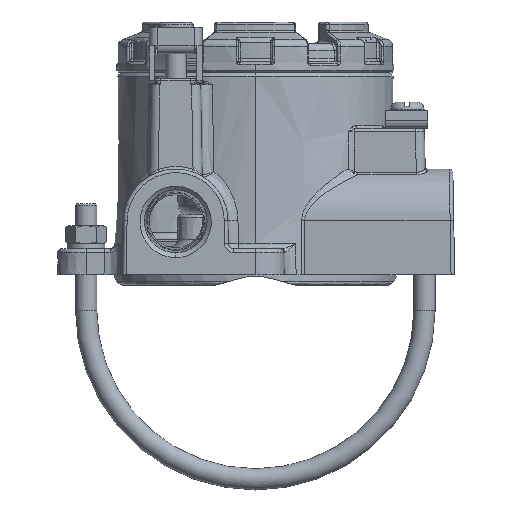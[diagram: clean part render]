
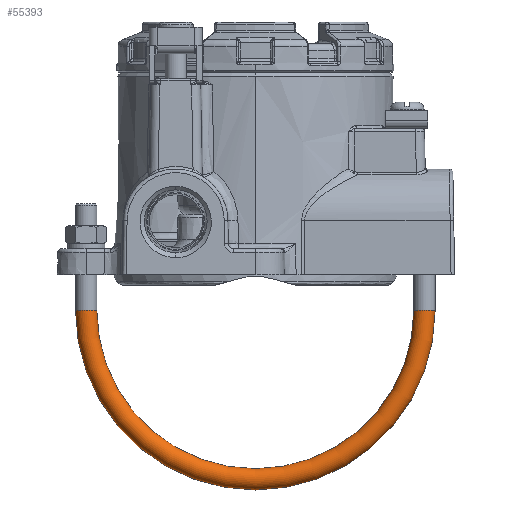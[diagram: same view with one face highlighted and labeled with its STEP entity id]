
A CAD part, front view. The second image highlights one B-rep face of the part: STEP entity #55393.
In plain terms, the highlighted toroidal (fillet/blend) face has major radius 47.752 mm and minor radius 3 mm.
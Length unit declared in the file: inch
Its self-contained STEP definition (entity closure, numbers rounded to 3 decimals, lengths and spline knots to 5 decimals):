
#55213=CARTESIAN_POINT('',(0.,0.,-2.6431));
#55214=DIRECTION('',(0.,1.,0.));
#55215=DIRECTION('',(1.,0.,0.));
#55216=AXIS2_PLACEMENT_3D('',#55213,#55214,#55215);
#55218=CARTESIAN_POINT('',(1.88,0.,-2.6431));
#55219=DIRECTION('',(0.,0.,-1.));
#55220=DIRECTION('',(1.,0.,0.));
#55221=AXIS2_PLACEMENT_3D('',#55218,#55219,#55220);
#55223=CARTESIAN_POINT('',(0.,0.,-2.6431));
#55224=DIRECTION('',(0.,1.,0.));
#55225=DIRECTION('',(1.,0.,0.));
#55226=AXIS2_PLACEMENT_3D('',#55223,#55224,#55225);
#55228=CARTESIAN_POINT('',(-1.88,0.,-2.6431));
#55229=DIRECTION('',(0.,0.,1.));
#55230=DIRECTION('',(-1.,0.,0.));
#55231=AXIS2_PLACEMENT_3D('',#55228,#55229,#55230);
#55274=CARTESIAN_POINT('',(1.76189,0.,-2.6431));
#55275=CARTESIAN_POINT('',(1.99811,0.,-2.6431));
#55276=VERTEX_POINT('',#55274);
#55277=VERTEX_POINT('',#55275);
#55278=CARTESIAN_POINT('',(-1.76189,0.,-2.6431));
#55279=CARTESIAN_POINT('',(-1.99811,0.,-2.6431));
#55280=VERTEX_POINT('',#55278);
#55281=VERTEX_POINT('',#55279);
#55381=CARTESIAN_POINT('',(0.,0.,-2.6431));
#55382=DIRECTION('',(0.,1.,0.));
#55383=DIRECTION('',(-1.,0.,0.));
#55384=AXIS2_PLACEMENT_3D('',#55381,#55382,#55383);
#55385=TOROIDAL_SURFACE('',#55384,1.88,0.11811);
#55386=ORIENTED_EDGE('',*,*,#55346,.F.);
#55387=ORIENTED_EDGE('',*,*,#55376,.T.);
#55389=ORIENTED_EDGE('',*,*,#55388,.T.);
#55390=ORIENTED_EDGE('',*,*,#55372,.F.);
#55391=EDGE_LOOP('',(#55386,#55387,#55389,#55390));
#55392=FACE_OUTER_BOUND('',#55391,.F.);
#55217=CIRCLE('',#55216,1.76189);
#55222=CIRCLE('',#55221,0.11811);
#55227=CIRCLE('',#55226,1.99811);
#55232=CIRCLE('',#55231,0.11811);
#55346=EDGE_CURVE('',#55277,#55276,#55222,.T.);
#55372=EDGE_CURVE('',#55276,#55280,#55217,.T.);
#55376=EDGE_CURVE('',#55277,#55281,#55227,.T.);
#55388=EDGE_CURVE('',#55281,#55280,#55232,.T.);
#55393=ADVANCED_FACE('',(#55392),#55385,.T.);
